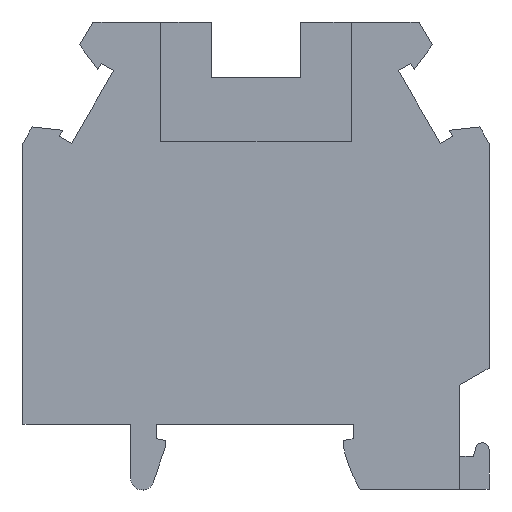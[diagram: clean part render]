
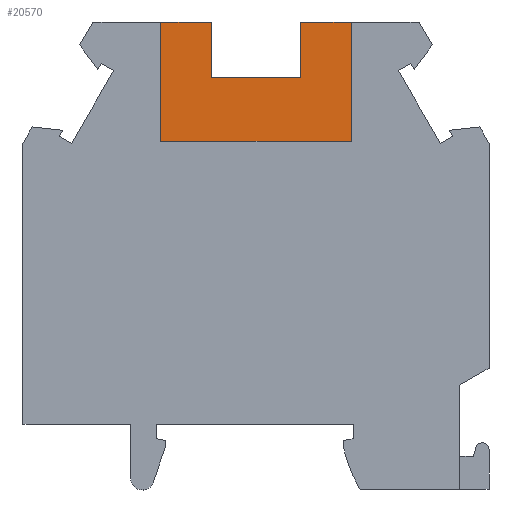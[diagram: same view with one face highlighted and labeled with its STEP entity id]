
A CAD part, left-side view. The second image highlights one B-rep face of the part: STEP entity #20570.
In plain terms, the highlighted face is planar.
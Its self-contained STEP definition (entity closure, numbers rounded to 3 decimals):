
#3470=CARTESIAN_POINT('',(-7.15,24.4,
-4.1));
#3480=VERTEX_POINT('',#3470);
#3510=CARTESIAN_POINT('',(6.381,24.4,
-4.1));
#3520=DIRECTION('',(-1.,0.,0.));
#3530=VECTOR('',#3520,1.);
#3540=LINE('',#3510,#3530);
#3550=CARTESIAN_POINT('',(-3.35,24.4,-4.1));
#3560=VERTEX_POINT('',#3550);
#3570=EDGE_CURVE('',#3560,#3480,#3540,.T.);
#4370=CARTESIAN_POINT('',(3.35,20.2,-4.1));
#4380=VERTEX_POINT('',#4370);
#4410=CARTESIAN_POINT('',(3.35,6.166,-4.1));
#4420=DIRECTION('',(0.,-1.,0.));
#4430=VECTOR('',#4420,1.);
#4440=LINE('',#4410,#4430);
#4450=CARTESIAN_POINT('',(3.35,24.4,-4.1));
#4460=VERTEX_POINT('',#4450);
#4470=EDGE_CURVE('',#4460,#4380,#4440,.T.);
#9650=CARTESIAN_POINT('',(-7.15,15.45,
-4.1));
#9660=VERTEX_POINT('',#9650);
#9830=CARTESIAN_POINT('',(7.15,15.45,-4.1));
#9840=VERTEX_POINT('',#9830);
#9870=CARTESIAN_POINT('',(6.381,15.45,
-4.1));
#9880=DIRECTION('',(1.,0.,0.));
#9890=VECTOR('',#9880,1.);
#9900=LINE('',#9870,#9890);
#9910=EDGE_CURVE('',#9660,#9840,#9900,.T.);
#10500=CARTESIAN_POINT('',(-3.35,20.2,-4.1));
#10510=VERTEX_POINT('',#10500);
#10540=CARTESIAN_POINT('',(6.381,20.2,
-4.1));
#10550=DIRECTION('',(-1.,0.,0.));
#10560=VECTOR('',#10550,1.);
#10570=LINE('',#10540,#10560);
#10580=EDGE_CURVE('',#4380,#10510,#10570,.T.);
#11790=CARTESIAN_POINT('',(6.381,24.4,
-4.1));
#11800=DIRECTION('',(-1.,0.,0.));
#11810=VECTOR('',#11800,1.);
#11820=LINE('',#11790,#11810);
#11830=CARTESIAN_POINT('',(7.15,24.4,-4.1));
#11840=VERTEX_POINT('',#11830);
#11850=EDGE_CURVE('',#11840,#4460,#11820,.T.);
#13910=CARTESIAN_POINT('',(-3.35,6.166,-4.1));
#13920=DIRECTION('',(0.,1.,0.));
#13930=VECTOR('',#13920,1.);
#13940=LINE('',#13910,#13930);
#13950=EDGE_CURVE('',#10510,#3560,#13940,.T.);
#20320=CARTESIAN_POINT('',(16.982,-5.092,
-4.1));
#20330=DIRECTION('',(0.,0.,-1.));
#20340=DIRECTION('',(-1.,0.,0.));
#20350=AXIS2_PLACEMENT_3D('',#20320,#20330,#20340);
#20360=PLANE('',#20350);
#20370=ORIENTED_EDGE('',*,*,#10580,.F.);
#20380=ORIENTED_EDGE('',*,*,#13950,.F.);
#20390=ORIENTED_EDGE('',*,*,#3570,.F.);
#20400=CARTESIAN_POINT('',(-7.15,6.166,
-4.1));
#20410=DIRECTION('',(0.,-1.,0.));
#20420=VECTOR('',#20410,1.);
#20430=LINE('',#20400,#20420);
#20440=EDGE_CURVE('',#3480,#9660,#20430,.T.);
#20450=ORIENTED_EDGE('',*,*,#20440,.F.);
#20460=ORIENTED_EDGE('',*,*,#9910,.F.);
#20470=CARTESIAN_POINT('',(7.15,6.166,-4.1));
#20480=DIRECTION('',(0.,1.,0.));
#20490=VECTOR('',#20480,1.);
#20500=LINE('',#20470,#20490);
#20510=EDGE_CURVE('',#9840,#11840,#20500,.T.);
#20520=ORIENTED_EDGE('',*,*,#20510,.F.);
#20530=ORIENTED_EDGE('',*,*,#11850,.F.);
#20540=ORIENTED_EDGE('',*,*,#4470,.F.);
#20550=EDGE_LOOP('',(#20540,#20530,#20520,#20460,#20450,#20390,#20380,
#20370));
#20560=FACE_OUTER_BOUND('',#20550,.T.);
#20570=ADVANCED_FACE('',(#20560),#20360,.T.);
